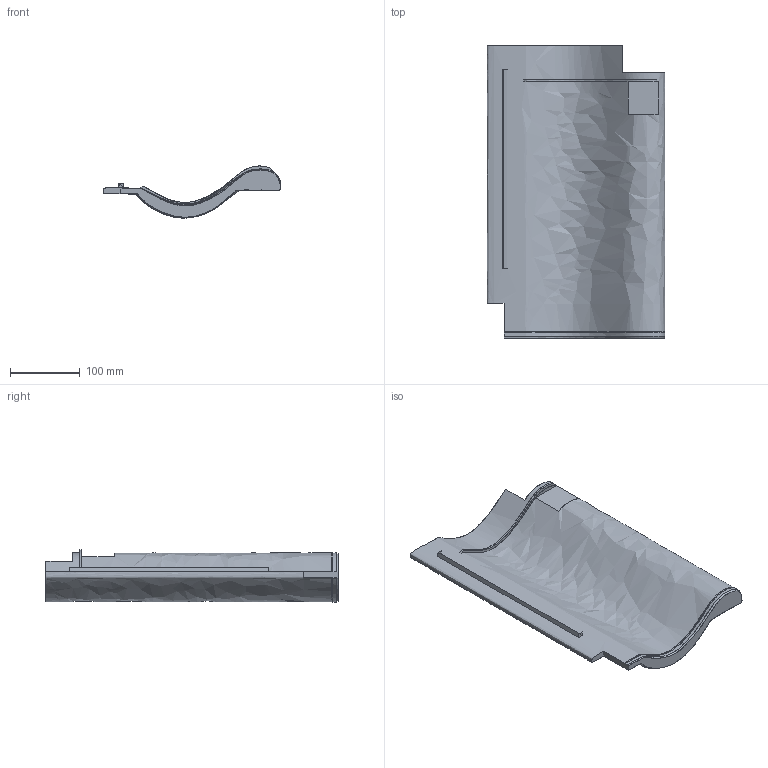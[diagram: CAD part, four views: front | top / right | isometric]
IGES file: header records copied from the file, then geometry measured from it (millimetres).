
Global section: file name: Laumans Ideal variabel-max.igs; native system:  3D Studio VIZ R3.0 ; preprocessor:  3D Studio VIZ Iges Exporter R3.0 ; author: No Author specified; organization: No Organization specified; units: inch
Bounding box: 255.03 x 418.78 x 74.63 mm (x, y, z)
Surface area: 249454.3 mm2 (no closed solid volume)
Topology: 0 solids, 0 shells, 21 faces, 100 edges, 100 vertices
Faces by surface type: bspline 21
